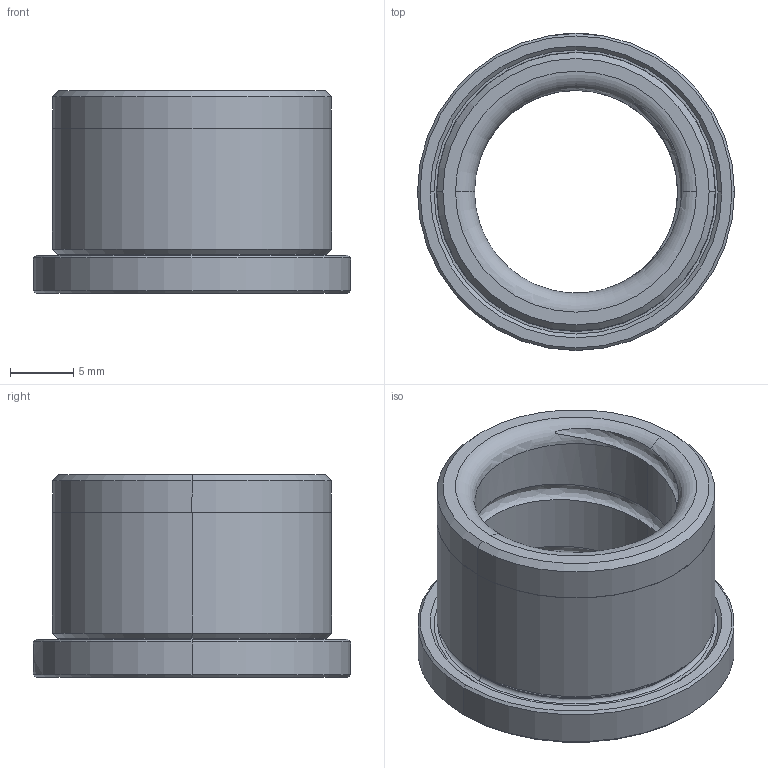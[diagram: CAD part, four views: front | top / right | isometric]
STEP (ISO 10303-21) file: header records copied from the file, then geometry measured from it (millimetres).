
FILE_DESCRIPTION (( 'STEP AP214' ), '1' );
FILE_NAME ('GBHV-D22-d16-L16.step', '2021-09-11T10:26:25', ( 'User' ), ( 'china' ), 'SwSTEP 2.0', 'SolidWorks 2016', '' );
FILE_SCHEMA (( 'AUTOMOTIVE_DESIGN' ));
Length unit declared in the file: millimetre
Products named in the file (1): GBHV-D22-d16-L16
Bounding box: 25 x 25 x 16 mm (x, y, z)
Volume: 3039.6 mm3; surface area: 2557.1 mm2
Topology: 1 solids, 1 shells, 57 faces, 135 edges, 85 vertices
Faces by surface type: cylinder 27, plane 13, cone 10, torus 6, bspline 1
Entity records: 2699 total; most frequent: CARTESIAN_POINT 1398, ORIENTED_EDGE 270, DIRECTION 258, EDGE_CURVE 135, AXIS2_PLACEMENT_3D 104, VERTEX_POINT 85, EDGE_LOOP 64, FACE_OUTER_BOUND 57
